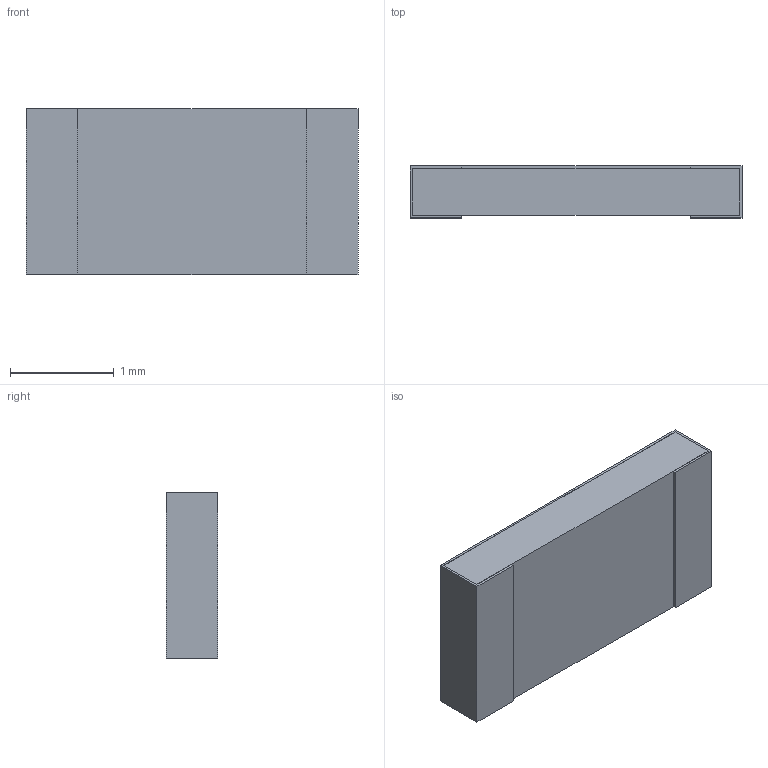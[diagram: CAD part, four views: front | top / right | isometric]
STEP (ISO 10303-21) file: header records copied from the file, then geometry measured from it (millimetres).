
FILE_DESCRIPTION (( 'STEP AP214' ), '1' );
FILE_NAME ('RG3216N-1000-B-T1.STEP', '2019-12-26T10:44:58', ( '' ), ( '' ), 'SwSTEP 2.0', 'SolidWorks 2018', '' );
FILE_SCHEMA (( 'AUTOMOTIVE_DESIGN' ));
Length unit declared in the file: millimetre
Products named in the file (1): RG3216N-1000-B-T1
Bounding box: 3.2 x 0.5 x 1.6 mm (x, y, z)
Volume: 2.5 mm3; surface area: 31.2 mm2
Topology: 4 solids, 4 shells, 32 faces, 72 edges, 48 vertices
Faces by surface type: plane 32
Entity records: 937 total; most frequent: CARTESIAN_POINT 153, ORIENTED_EDGE 144, DIRECTION 138, LINE 72, EDGE_CURVE 72, VECTOR 72, VERTEX_POINT 48, AXIS2_PLACEMENT_3D 33
